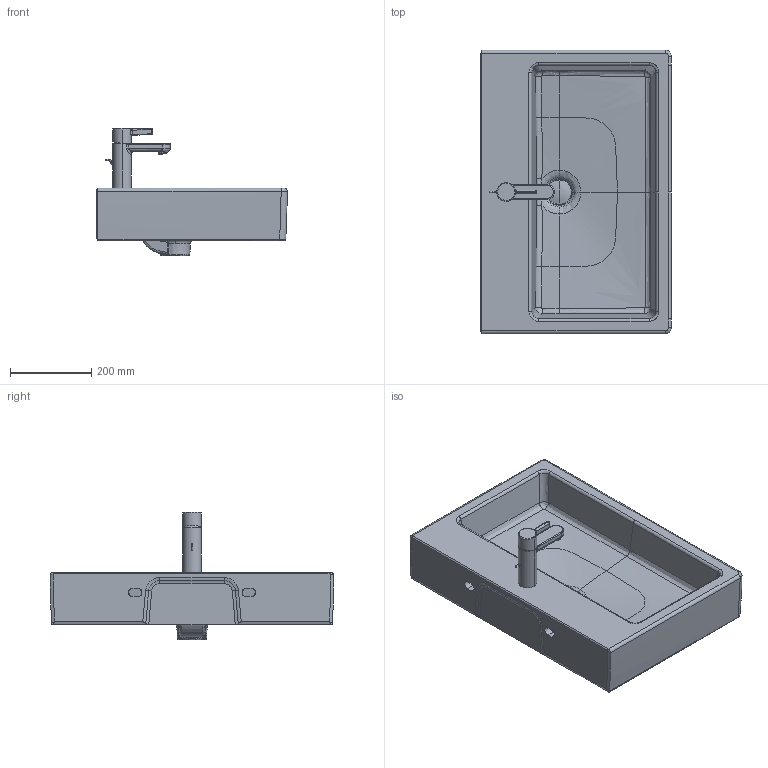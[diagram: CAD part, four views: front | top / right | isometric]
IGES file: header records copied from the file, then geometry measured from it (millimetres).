
Global section: file name: No Iges File Name specified; native system: Autodesk Inventor 2011; preprocessor: AutoDesk Inventor Iges Exporter R2011; author: Administrator; date: 20130618.110320; units: millimetre
Bounding box: 469.93 x 699.85 x 315.66 mm (x, y, z)
Volume: 16277771.7 mm3; surface area: 1291171.5 mm2
Topology: 7 solids, 7 shells, 529 faces, 1322 edges, 799 vertices
Faces by surface type: bspline 183, revolution 105, plane 104, cylinder 92, torus 35, cone 8, sphere 2
